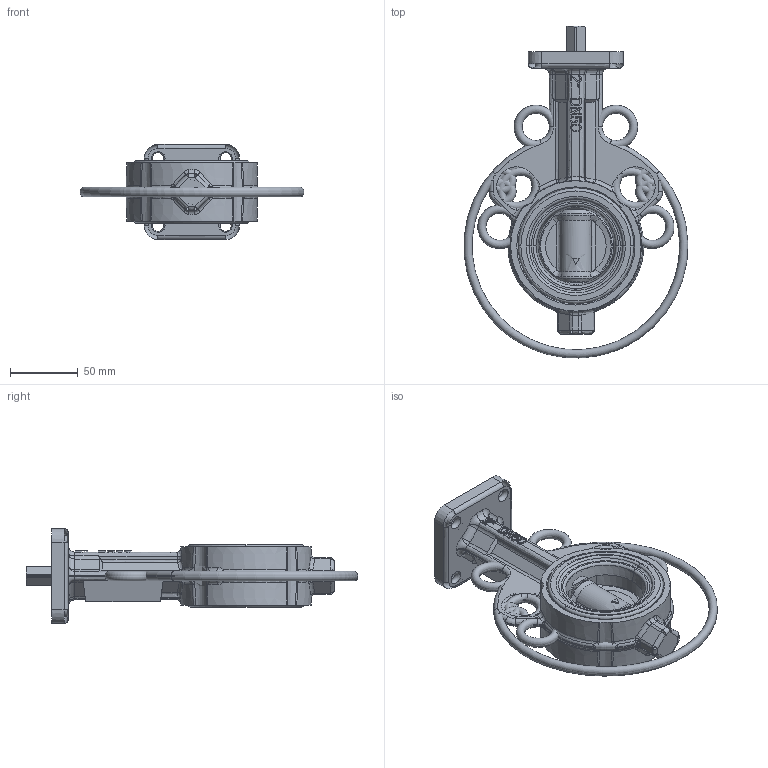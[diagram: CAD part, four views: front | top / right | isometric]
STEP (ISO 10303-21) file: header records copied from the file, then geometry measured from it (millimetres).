
FILE_DESCRIPTION((''),'2;1');
FILE_NAME('G730005F0D5NB34_ASM','2010-06-22T',('shiang'),(''),'PRO/ENGINEER BY PARAMETRIC TECHNOLOGY CORPORATION, 2008020','PRO/ENGINEER BY PARAMETRIC TECHNOLOGY CORPORATION, 2008020','');
FILE_SCHEMA(('CONFIG_CONTROL_DESIGN'));
Products named in the file (9): P730005BYF0; P730005DCD5; P730005RSNB; P730005DBB6; P14; P730005UBDL; P730005SM34; P730005PN34; G730005F0D5NB34_ASM
Assembly tree (9 placements, depth 2):
  G730005F0D5NB34_ASM
    P730005BYF0
    P730005DCD5
    P730005RSNB
    P730005DBB6
    P14  x2
    P730005UBDL
    P730005SM34
    P730005PN34
Bounding box: 164.76 x 244.47 x 70 mm (x, y, z)
Surface area: 272892.8 mm2 (no closed solid volume)
Topology: 0 solids, 0 shells, 918 faces, 4674 edges, 4590 vertices
Faces by surface type: bspline 768, torus 110, sphere 40
Entity records: 99070 total; most frequent: CARTESIAN_POINT 59759, DIRECTION 6130, TRIMMED_CURVE 4999, DEFINITIONAL_REPRESENTATION 4476, PCURVE 4476, COMPOSITE_CURVE_SEGMENT 4476, VECTOR 4196, LINE 4196
